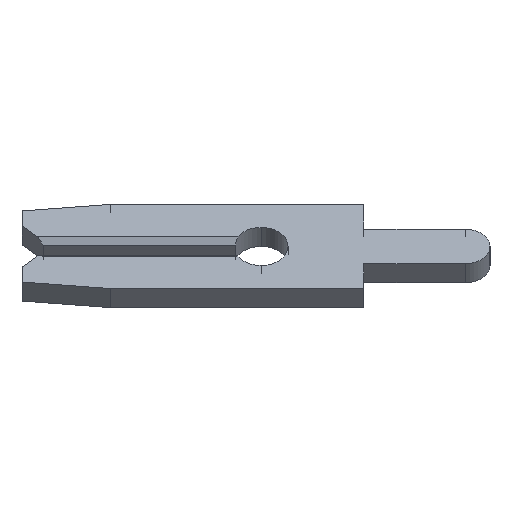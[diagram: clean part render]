
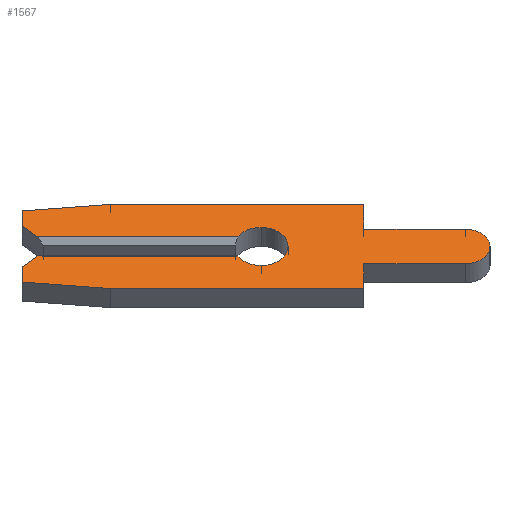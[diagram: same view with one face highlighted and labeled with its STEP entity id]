
A CAD part, left-side view. The second image highlights one B-rep face of the part: STEP entity #1567.
In plain terms, the highlighted face is planar.
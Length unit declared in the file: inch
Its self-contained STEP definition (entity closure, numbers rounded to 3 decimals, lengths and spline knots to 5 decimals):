
#23 = AXIS2_PLACEMENT_3D ( 'NONE', #818, #303, #931 ) ;
#26 = ORIENTED_EDGE ( 'NONE', *, *, #710, .F. ) ;
#72 = EDGE_CURVE ( 'NONE', #946, #466, #1423, .T. ) ;
#81 = CARTESIAN_POINT ( 'NONE',  ( -0.013, 0.231, 0.04857 ) ) ;
#100 = DIRECTION ( 'NONE',  ( 0., 0., -1. ) ) ;
#107 = VERTEX_POINT ( 'NONE', #1176 ) ;
#118 = DIRECTION ( 'NONE',  ( 0., -1., 0. ) ) ;
#136 = EDGE_CURVE ( 'NONE', #1150, #1061, #929, .T. ) ;
#149 = VECTOR ( 'NONE', #259, 39.37008 ) ;
#171 = ORIENTED_EDGE ( 'NONE', *, *, #675, .F. ) ;
#198 = ORIENTED_EDGE ( 'NONE', *, *, #816, .F. ) ;
#209 = AXIS2_PLACEMENT_3D ( 'NONE', #784, #1448, #1472 ) ;
#210 = DIRECTION ( 'NONE',  ( 0., 0., 1. ) ) ;
#236 = DIRECTION ( 'NONE',  ( -1., 0., 0. ) ) ;
#244 = ORIENTED_EDGE ( 'NONE', *, *, #370, .F. ) ;
#252 = CARTESIAN_POINT ( 'NONE',  ( -0.013, 0.2105, 0.0075 ) ) ;
#253 = EDGE_CURVE ( 'NONE', #1061, #107, #1500, .T. ) ;
#259 = DIRECTION ( 'NONE',  ( 0., 0., -1. ) ) ;
#272 = LINE ( 'NONE', #292, #786 ) ;
#292 = CARTESIAN_POINT ( 'NONE',  ( -0.013, 0.2105, -0.0075 ) ) ;
#293 = VERTEX_POINT ( 'NONE', #856 ) ;
#303 = DIRECTION ( 'NONE',  ( 1., 0., 0. ) ) ;
#325 = VECTOR ( 'NONE', #1024, 39.37008 ) ;
#329 = VERTEX_POINT ( 'NONE', #1443 ) ;
#343 = DIRECTION ( 'NONE',  ( 0., 1., 0. ) ) ;
#353 = DIRECTION ( 'NONE',  ( 0., 0.707, 0.707 ) ) ;
#370 = EDGE_CURVE ( 'NONE', #604, #1075, #1160, .T. ) ;
#400 = CARTESIAN_POINT ( 'NONE',  ( -0.013, 0.146, 0.0575 ) ) ;
#447 = AXIS2_PLACEMENT_3D ( 'NONE', #1313, #236, #1466 ) ;
#455 = DIRECTION ( 'NONE',  ( 0., 0.995, 0.105 ) ) ;
#460 = LINE ( 'NONE', #1071, #1391 ) ;
#466 = VERTEX_POINT ( 'NONE', #1491 ) ;
#479 = VECTOR ( 'NONE', #950, 39.37008 ) ;
#488 = CARTESIAN_POINT ( 'NONE',  ( -0.013, 0., 0. ) ) ;
#523 = LINE ( 'NONE', #758, #813 ) ;
#536 = DIRECTION ( 'NONE',  ( 0., -1., 0. ) ) ;
#541 = CARTESIAN_POINT ( 'NONE',  ( -0.013, 0.231, 0.028 ) ) ;
#549 = ORIENTED_EDGE ( 'NONE', *, *, #654, .F. ) ;
#556 = CARTESIAN_POINT ( 'NONE',  ( -0.013, -0.099, -0.0235 ) ) ;
#563 = VECTOR ( 'NONE', #1017, 39.37008 ) ;
#564 = CARTESIAN_POINT ( 'NONE',  ( -0.013, -0.099, 0.0235 ) ) ;
#568 = VERTEX_POINT ( 'NONE', #1353 ) ;
#576 = CARTESIAN_POINT ( 'NONE',  ( -0.013, -0.099, 0.0575 ) ) ;
#604 = VERTEX_POINT ( 'NONE', #400 ) ;
#614 = CARTESIAN_POINT ( 'NONE',  ( -0.013, 0.231, -0.028 ) ) ;
#617 = DIRECTION ( 'NONE',  ( -1., 0., 0. ) ) ;
#619 = LINE ( 'NONE', #1389, #563 ) ;
#634 = CARTESIAN_POINT ( 'NONE',  ( -0.013, 0.02252, 0.013 ) ) ;
#635 = VERTEX_POINT ( 'NONE', #634 ) ;
#654 = EDGE_CURVE ( 'NONE', #1075, #1027, #1220, .T. ) ;
#656 = ORIENTED_EDGE ( 'NONE', *, *, #253, .F. ) ;
#663 = VERTEX_POINT ( 'NONE', #1252 ) ;
#669 = EDGE_CURVE ( 'NONE', #663, #946, #619, .T. ) ;
#675 = EDGE_CURVE ( 'NONE', #568, #1234, #1449, .T. ) ;
#705 = ORIENTED_EDGE ( 'NONE', *, *, #1286, .F. ) ;
#710 = EDGE_CURVE ( 'NONE', #1390, #1150, #1413, .T. ) ;
#716 = LINE ( 'NONE', #564, #1410 ) ;
#717 = CARTESIAN_POINT ( 'NONE',  ( -0.013, -0.099, -0.0575 ) ) ;
#727 = CARTESIAN_POINT ( 'NONE',  ( -0.013, 0.02252, -0.013 ) ) ;
#758 = CARTESIAN_POINT ( 'NONE',  ( -0.013, 0.231, 0.013 ) ) ;
#769 = DIRECTION ( 'NONE',  ( 0., 0., -1. ) ) ;
#771 = DIRECTION ( 'NONE',  ( 0., -1., 0. ) ) ;
#784 = CARTESIAN_POINT ( 'NONE',  ( -0.013, 0., 0. ) ) ;
#786 = VECTOR ( 'NONE', #1134, 39.37008 ) ;
#799 = LINE ( 'NONE', #1074, #1394 ) ;
#813 = VECTOR ( 'NONE', #118, 39.37008 ) ;
#816 = EDGE_CURVE ( 'NONE', #1377, #1390, #272, .T. ) ;
#818 = CARTESIAN_POINT ( 'NONE',  ( -0.013, -0.1975, 0. ) ) ;
#826 = ORIENTED_EDGE ( 'NONE', *, *, #1513, .T. ) ;
#856 = CARTESIAN_POINT ( 'NONE',  ( -0.013, 0.216, 0.013 ) ) ;
#859 = ORIENTED_EDGE ( 'NONE', *, *, #669, .F. ) ;
#865 = CARTESIAN_POINT ( 'NONE',  ( -0.013, 0.146, -0.0575 ) ) ;
#909 = ORIENTED_EDGE ( 'NONE', *, *, #1341, .F. ) ;
#923 = DIRECTION ( 'NONE',  ( 0., -1., 0. ) ) ;
#929 = CIRCLE ( 'NONE', #1211, 0.026 ) ;
#931 = DIRECTION ( 'NONE',  ( 0., 0., 1. ) ) ;
#946 = VERTEX_POINT ( 'NONE', #556 ) ;
#950 = DIRECTION ( 'NONE',  ( 0., -0.995, 0.105 ) ) ;
#983 = EDGE_CURVE ( 'NONE', #329, #663, #1566, .T. ) ;
#990 = ORIENTED_EDGE ( 'NONE', *, *, #136, .F. ) ;
#992 = CARTESIAN_POINT ( 'NONE',  ( -0.013, 0.216, -0.013 ) ) ;
#994 = EDGE_CURVE ( 'NONE', #1027, #329, #716, .T. ) ;
#995 = CARTESIAN_POINT ( 'NONE',  ( -0.013, -0.099, 0.0575 ) ) ;
#1000 = VECTOR ( 'NONE', #353, 39.37008 ) ;
#1002 = CARTESIAN_POINT ( 'NONE',  ( -0.013, 0.146, 0.0575 ) ) ;
#1010 = DIRECTION ( 'NONE',  ( 1., 0., 0. ) ) ;
#1017 = DIRECTION ( 'NONE',  ( 0., 1., 0. ) ) ;
#1024 = DIRECTION ( 'NONE',  ( 0., 0., 1. ) ) ;
#1027 = VERTEX_POINT ( 'NONE', #1527 ) ;
#1039 = CARTESIAN_POINT ( 'NONE',  ( -0.013, 0., -0.026 ) ) ;
#1061 = VERTEX_POINT ( 'NONE', #1039 ) ;
#1070 = CIRCLE ( 'NONE', #209, 0.026 ) ;
#1071 = CARTESIAN_POINT ( 'NONE',  ( -0.013, 0.231, -0.028 ) ) ;
#1074 = CARTESIAN_POINT ( 'NONE',  ( -0.013, 0.231, -0.04857 ) ) ;
#1075 = VERTEX_POINT ( 'NONE', #576 ) ;
#1078 = CARTESIAN_POINT ( 'NONE',  ( -0.013, 0.146, -0.0575 ) ) ;
#1085 = VECTOR ( 'NONE', #536, 39.37008 ) ;
#1113 = EDGE_CURVE ( 'NONE', #466, #1522, #1478, .T. ) ;
#1134 = DIRECTION ( 'NONE',  ( 0., -0.707, 0.707 ) ) ;
#1140 = LINE ( 'NONE', #252, #1000 ) ;
#1150 = VERTEX_POINT ( 'NONE', #727 ) ;
#1157 = ORIENTED_EDGE ( 'NONE', *, *, #1265, .F. ) ;
#1160 = LINE ( 'NONE', #1002, #1370 ) ;
#1163 = EDGE_LOOP ( 'NONE', ( #826, #909, #656, #990, #26, #198, #705, #1157, #1396, #1456, #859, #1461, #1319, #549, #244, #1246, #171, #1467 ) ) ;
#1166 = VERTEX_POINT ( 'NONE', #1309 ) ;
#1176 = CARTESIAN_POINT ( 'NONE',  ( -0.013, 0., 0.026 ) ) ;
#1177 = EDGE_CURVE ( 'NONE', #1234, #604, #1273, .T. ) ;
#1189 = CARTESIAN_POINT ( 'NONE',  ( -0.013, 0.231, 0.04857 ) ) ;
#1211 = AXIS2_PLACEMENT_3D ( 'NONE', #488, #617, #100 ) ;
#1220 = LINE ( 'NONE', #995, #149 ) ;
#1234 = VERTEX_POINT ( 'NONE', #1189 ) ;
#1246 = ORIENTED_EDGE ( 'NONE', *, *, #1177, .F. ) ;
#1250 = PLANE ( 'NONE',  #1361 ) ;
#1252 = CARTESIAN_POINT ( 'NONE',  ( -0.013, -0.1975, -0.0235 ) ) ;
#1263 = FACE_OUTER_BOUND ( 'NONE', #1163, .T. ) ;
#1265 = EDGE_CURVE ( 'NONE', #1522, #1166, #799, .T. ) ;
#1273 = LINE ( 'NONE', #81, #479 ) ;
#1286 = EDGE_CURVE ( 'NONE', #1166, #1377, #460, .T. ) ;
#1309 = CARTESIAN_POINT ( 'NONE',  ( -0.013, 0.231, -0.04857 ) ) ;
#1313 = CARTESIAN_POINT ( 'NONE',  ( -0.013, 0., 0. ) ) ;
#1319 = ORIENTED_EDGE ( 'NONE', *, *, #994, .F. ) ;
#1341 = EDGE_CURVE ( 'NONE', #107, #635, #1070, .T. ) ;
#1345 = VECTOR ( 'NONE', #1545, 39.37008 ) ;
#1351 = VECTOR ( 'NONE', #343, 39.37008 ) ;
#1353 = CARTESIAN_POINT ( 'NONE',  ( -0.013, 0.231, 0.028 ) ) ;
#1360 = CARTESIAN_POINT ( 'NONE',  ( -0.013, 0., 0. ) ) ;
#1361 = AXIS2_PLACEMENT_3D ( 'NONE', #1360, #1010, #769 ) ;
#1370 = VECTOR ( 'NONE', #771, 39.37008 ) ;
#1377 = VERTEX_POINT ( 'NONE', #614 ) ;
#1378 = CARTESIAN_POINT ( 'NONE',  ( -0.013, 0., -0.013 ) ) ;
#1389 = CARTESIAN_POINT ( 'NONE',  ( -0.013, -0.099, -0.0235 ) ) ;
#1390 = VERTEX_POINT ( 'NONE', #992 ) ;
#1391 = VECTOR ( 'NONE', #210, 39.37008 ) ;
#1394 = VECTOR ( 'NONE', #455, 39.37008 ) ;
#1396 = ORIENTED_EDGE ( 'NONE', *, *, #1113, .F. ) ;
#1397 = EDGE_CURVE ( 'NONE', #293, #568, #1140, .T. ) ;
#1410 = VECTOR ( 'NONE', #923, 39.37008 ) ;
#1413 = LINE ( 'NONE', #1378, #1085 ) ;
#1423 = LINE ( 'NONE', #717, #1345 ) ;
#1443 = CARTESIAN_POINT ( 'NONE',  ( -0.013, -0.1975, 0.0235 ) ) ;
#1448 = DIRECTION ( 'NONE',  ( -1., 0., 0. ) ) ;
#1449 = LINE ( 'NONE', #541, #325 ) ;
#1456 = ORIENTED_EDGE ( 'NONE', *, *, #72, .F. ) ;
#1461 = ORIENTED_EDGE ( 'NONE', *, *, #983, .F. ) ;
#1466 = DIRECTION ( 'NONE',  ( 0., 0., -1. ) ) ;
#1467 = ORIENTED_EDGE ( 'NONE', *, *, #1397, .F. ) ;
#1472 = DIRECTION ( 'NONE',  ( 0., 0., -1. ) ) ;
#1478 = LINE ( 'NONE', #1078, #1351 ) ;
#1491 = CARTESIAN_POINT ( 'NONE',  ( -0.013, -0.099, -0.0575 ) ) ;
#1500 = CIRCLE ( 'NONE', #447, 0.026 ) ;
#1513 = EDGE_CURVE ( 'NONE', #293, #635, #523, .T. ) ;
#1522 = VERTEX_POINT ( 'NONE', #865 ) ;
#1527 = CARTESIAN_POINT ( 'NONE',  ( -0.013, -0.099, 0.0235 ) ) ;
#1545 = DIRECTION ( 'NONE',  ( 0., 0., -1. ) ) ;
#1566 = CIRCLE ( 'NONE', #23, 0.0235 ) ;
#1567 = ADVANCED_FACE ( 'NONE', ( #1263 ), #1250, .F. ) ;
